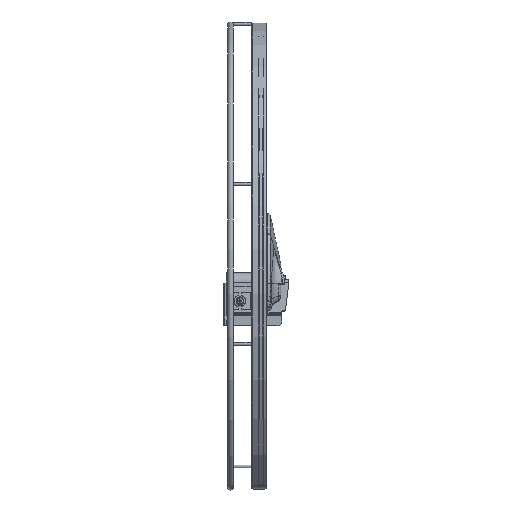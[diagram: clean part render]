
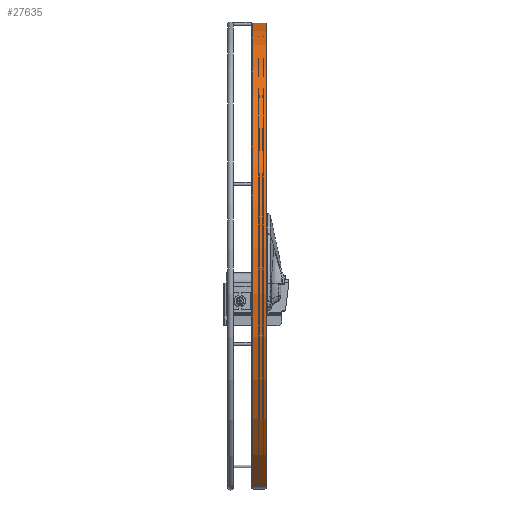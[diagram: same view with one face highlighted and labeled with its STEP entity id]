
A CAD part, left-side view. The second image highlights one B-rep face of the part: STEP entity #27635.
In plain terms, the highlighted cylindrical face has radius 352.75 mm (diameter 705.5 mm), a partial arc.
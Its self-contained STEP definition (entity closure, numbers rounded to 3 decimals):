
#2144=CYLINDRICAL_SURFACE('',#29274,352.75);
#2716=FACE_OUTER_BOUND('',#4065,.T.);
#4065=EDGE_LOOP('',(#20723,#20724,#20725,#20726));
#5373=CIRCLE('',#29270,352.75);
#5377=CIRCLE('',#29275,352.75);
#6538=LINE('',#58778,#8943);
#6539=LINE('',#58779,#8944);
#8943=VECTOR('',#32687,19.);
#8944=VECTOR('',#32688,19.);
#11572=VERTEX_POINT('',#58766);
#11573=VERTEX_POINT('',#58767);
#11576=VERTEX_POINT('',#58775);
#11577=VERTEX_POINT('',#58776);
#15296=EDGE_CURVE('',#11572,#11573,#5373,.T.);
#15300=EDGE_CURVE('',#11576,#11577,#5377,.T.);
#15301=EDGE_CURVE('',#11573,#11577,#6538,.T.);
#15302=EDGE_CURVE('',#11572,#11576,#6539,.T.);
#20723=ORIENTED_EDGE('',*,*,#15300,.T.);
#20724=ORIENTED_EDGE('',*,*,#15301,.F.);
#20725=ORIENTED_EDGE('',*,*,#15296,.F.);
#20726=ORIENTED_EDGE('',*,*,#15302,.T.);
#27635=ADVANCED_FACE('',(#2716),#2144,.T.);
#29270=AXIS2_PLACEMENT_3D('',#58768,#32675,#32676);
#29274=AXIS2_PLACEMENT_3D('',#58774,#32683,#32684);
#29275=AXIS2_PLACEMENT_3D('',#58777,#32685,#32686);
#32675=DIRECTION('center_axis',(0.,1.,0.));
#32676=DIRECTION('ref_axis',(-0.632,0.,-0.775));
#32683=DIRECTION('center_axis',(0.,1.,0.));
#32684=DIRECTION('ref_axis',(0.,0.,1.));
#32685=DIRECTION('center_axis',(0.,1.,0.));
#32686=DIRECTION('ref_axis',(-0.632,0.,-0.775));
#32687=DIRECTION('',(0.,-1.,0.));
#32688=DIRECTION('',(0.,-1.,0.));
#58766=CARTESIAN_POINT('',(-222.876,-35.,-273.421));
#58767=CARTESIAN_POINT('',(222.876,-35.,-273.421));
#58768=CARTESIAN_POINT('Origin',(0.,-35.,0.));
#58774=CARTESIAN_POINT('Origin',(0.,-48.,0.));
#58775=CARTESIAN_POINT('',(-222.876,-54.,-273.421));
#58776=CARTESIAN_POINT('',(222.876,-54.,-273.421));
#58777=CARTESIAN_POINT('Origin',(0.,-54.,0.));
#58778=CARTESIAN_POINT('',(222.876,-35.,-273.421));
#58779=CARTESIAN_POINT('',(-222.876,-35.,-273.421));
